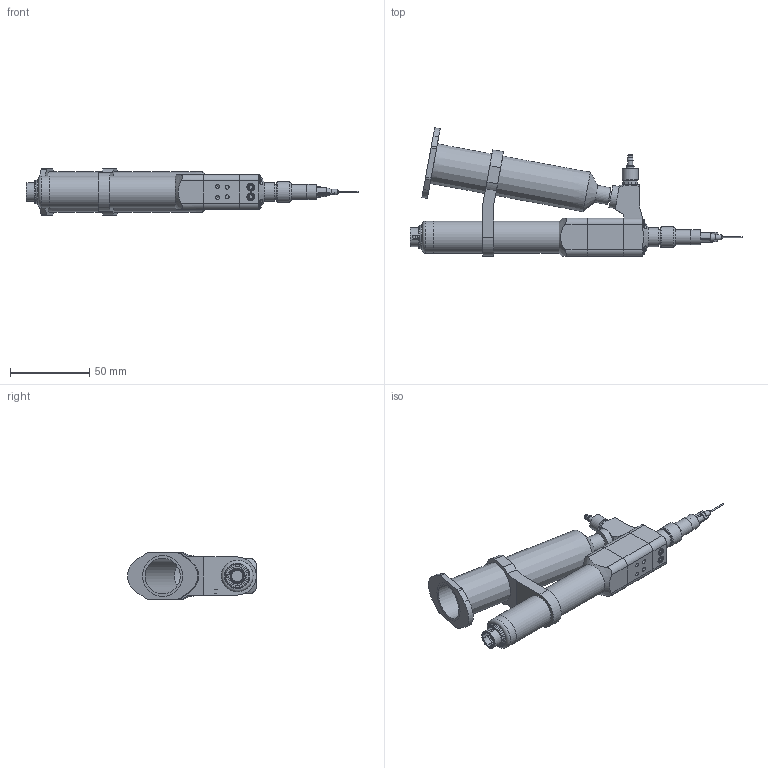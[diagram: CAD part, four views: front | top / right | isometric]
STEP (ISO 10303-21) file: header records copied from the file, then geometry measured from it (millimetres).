
FILE_DESCRIPTION(/* description */ ('STEP AP214'),/* implementation_level */ '2;1');
FILE_NAME(/* name */ 'eco-PEN XS 180_30ccKartusche+Nadel.stp',/* time_stamp */ '2023-12-11T16:46:54+01:00',/* author */ ('nieder'),/* organization */ (''),/* preprocessor_version */ 'ST-DEVELOPER v20',/* originating_system */ 'Autodesk Inventor 2024',/* authorisation */ '');
FILE_SCHEMA (('AUTOMOTIVE_DESIGN { 1 0 10303 214 3 1 1 }'));
Length unit declared in the file: millimetre
Products named in the file (34): Dispenser eco-PEN XS 180_30ccKartusche+Nadel; Antriebseinheit eco-PEN XS kpl.-+-DO028884_01. 176871 - Antriebseinhe
it eco-PEN XS - EXTERN; Basis Antriebseinheit-+-DO028728_01. 176747 - EXTERN; Kupplungsgehäuse-+-DO026197_EXTERN; Motorhülse-+-DO026367_EXTERN; Motorkappe I-+-DO026368_EXTERN; Motorhülse III Kappe mit Gew.-+-DO026371_EXTERN; Steckerbuchse Motorhülse III-+-DO026374_EXTERN; HR10-10R-12PA(73)-+-DO028863^Basis Antriebseinheit-+-DO028728_EXTERN; Dosiereinheit eco-PEN XS 180-+-DO028752_01. 176771 - eco-PEN XS 180 -
 vidur-C1 - EXTERN; Pumpengehäuse-+-DO028679_176731 - Pumpengehuse - POM-C - EXT
ERN; Pumpengehäuse-+-DO026220_EXTERN; Gewindeeinsatz-+-DO028100_01. 176321 - ST - einsatzgehrtet - ver
zinkt - gelb chromatiert; Lagergehäuse eco-PEN XS-+-DO028662_01. 176720 - Lagergehuse 
eco-PEN XS mit Seriennummer - eloxiert blaut - EXTERN; Lagergehäuse-+-DO026203_EXTERN; Stator-+-DO028862_01. 176312 - vidur-C1 - EXTERN; Stator-Rohr beschriftet-+-DO028096_01. 176311 - AW-6082 - schwarz - b
eschriftet - EXTERN; Stator-Rohr ecoPEN180-+-DO025247_EXTERN; Entlüftungsventil-+-DO028747_01. 176765 - 1.4404 - FKM - EXTERN; Nadel für Entlüftungsventil-+-DO026072_EXTERN; Überwurfmutter für Entlüftungsventil-+-DO026073_EXTERN; Klemmschraube-+-DO026151_EXTERN; Lueradapter mit O-Ringen-+-DO028746_01. 176764 - 1.4404 - FKM - EXTER
N; Lueradapter drehbar-+-DO026065_EXTERN; Überwurfmutter-+-DO026057_EXTERN; Endstück eco-PEN XS 180-+-DO028748_01. 176766 - 1.4404 - AW-6082 
- EXTERN; Endstück Statorteil 180-+-DO026619_EXTERN; Endstück 180-+-DO026618_EXTERN; DIN 912 M3 x 16 --- 16C-5_DIN 912 M3 x 16 --- 16C-5; Dosiernadeln-+-DO002056_Lila L=12,7; Kartuschenhalterung 30cc mit Schraube-+-DO028894; Kartuschenhalterung 30ccm-+-DO026262_EXTERN; DIN 912 M3 x 14 --- 14C_DIN 912 M3 x 14 --- 14C; Kartusche 30cc-+-DO001965
Assembly tree (37 placements, depth 5):
  Dispenser eco-PEN XS 180_30ccKartusche+Nadel
    Antriebseinheit eco-PEN XS kpl.-+-DO028884_01. 176871 - Antriebseinhe
it eco-PEN XS - EXTERN
      Basis Antriebseinheit-+-DO028728_01. 176747 - EXTERN
        Kupplungsgehäuse-+-DO026197_EXTERN
        Motorhülse-+-DO026367_EXTERN
        Motorkappe I-+-DO026368_EXTERN
        Motorhülse III Kappe mit Gew.-+-DO026371_EXTERN
        Steckerbuchse Motorhülse III-+-DO026374_EXTERN
        HR10-10R-12PA(73)-+-DO028863^Basis Antriebseinheit-+-DO028728_EXTERN
    Dosiereinheit eco-PEN XS 180-+-DO028752_01. 176771 - eco-PEN XS 180 -
 vidur-C1 - EXTERN
      Pumpengehäuse-+-DO028679_176731 - Pumpengehuse - POM-C - EXT
ERN
        Pumpengehäuse-+-DO026220_EXTERN
        Gewindeeinsatz-+-DO028100_01. 176321 - ST - einsatzgehrtet - ver
zinkt - gelb chromatiert  x2
      Lagergehäuse eco-PEN XS-+-DO028662_01. 176720 - Lagergehuse 
eco-PEN XS mit Seriennummer - eloxiert blaut - EXTERN
        Lagergehäuse-+-DO026203_EXTERN
      Stator-+-DO028862_01. 176312 - vidur-C1 - EXTERN
        Stator-Rohr beschriftet-+-DO028096_01. 176311 - AW-6082 - schwarz - b
eschriftet - EXTERN
          Stator-Rohr ecoPEN180-+-DO025247_EXTERN
      Entlüftungsventil-+-DO028747_01. 176765 - 1.4404 - FKM - EXTERN
        Nadel für Entlüftungsventil-+-DO026072_EXTERN
        Überwurfmutter für Entlüftungsventil-+-DO026073_EXTERN
        Klemmschraube-+-DO026151_EXTERN
      Lueradapter mit O-Ringen-+-DO028746_01. 176764 - 1.4404 - FKM - EXTER
N
        Lueradapter drehbar-+-DO026065_EXTERN
      Überwurfmutter-+-DO026057_EXTERN
      Endstück eco-PEN XS 180-+-DO028748_01. 176766 - 1.4404 - AW-6082 
- EXTERN
        Endstück Statorteil 180-+-DO026619_EXTERN
        Endstück 180-+-DO026618_EXTERN
      DIN 912 M3 x 16 --- 16C-5_DIN 912 M3 x 16 --- 16C-5  x4
    Dosiernadeln-+-DO002056_Lila L=12,7
    Kartuschenhalterung 30cc mit Schraube-+-DO028894
      Kartuschenhalterung 30ccm-+-DO026262_EXTERN
      DIN 912 M3 x 14 --- 14C_DIN 912 M3 x 14 --- 14C
    Kartusche 30cc-+-DO001965
Bounding box: 209.2 x 80.97 x 29.46 mm (x, y, z)
Volume: 60883.8 mm3; surface area: 56151.4 mm2
Topology: 29 solids, 29 shells, 626 faces, 1404 edges, 888 vertices
Faces by surface type: plane 323, cylinder 185, cone 76, torus 35, bspline 7
Full cylindrical faces by diameter (mm): 0.51 x1, 0.82 x2, 0.95 x2, 2 x2, 2.3 x1, 2.4 x1, 2.459 x2, 2.5 x11, 3 x6, 3.05 x2, 3.2 x6, 3.3 x1, 3.6 x1, 4 x2, 4.5 x1, 4.7 x2, 5 x5, 5.4 x1, 5.5 x9, 5.8 x1, 6 x3, 6.1 x1, 6.19 x1, 6.5 x1, 6.7 x1, 7 x4, 7.6 x1, 7.7 x1, 8 x4, 8.1 x1
Entity records: 17271 total; most frequent: CARTESIAN_POINT 3368, DIRECTION 2907, ORIENTED_EDGE 2422, EDGE_CURVE 1211, AXIS2_PLACEMENT_3D 1164, VERTEX_POINT 776, EDGE_LOOP 667, LINE 579
